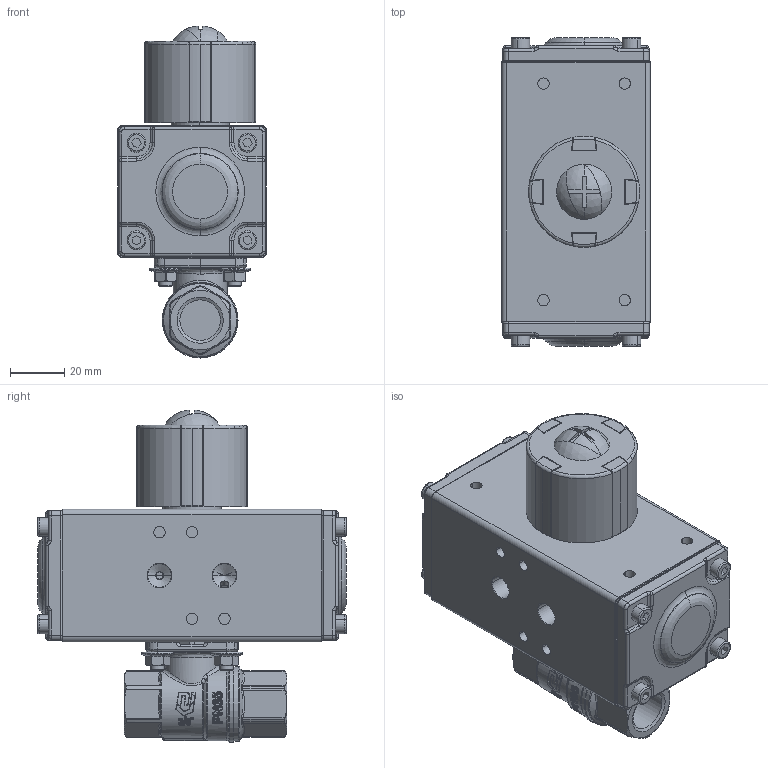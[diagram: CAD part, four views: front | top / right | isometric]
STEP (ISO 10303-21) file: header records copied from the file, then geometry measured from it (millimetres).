
FILE_DESCRIPTION(('HOOPS Exchange Step'),'2;1');
FILE_NAME('PK0100_DN10.stp','2025-03-25T09:01:46+01:00',('nieru'),('Unknown organisation'),'HOOPS Exchange 2024.2','HOOPS Exchange','Unknown authorisation');
FILE_SCHEMA( ('AP203_CONFIGURATION_CONTROLLED_3D_DESIGN_OF_MECHANICAL_PARTS_AND_ASSEMBLIES_MIM_LF') );
Length unit declared in the file: millimetre
Products named in the file (5): 0; root
Assembly tree (4 placements, depth 3):
  root
    0
      0
      0
      0
Bounding box: 55 x 114 x 122.65 mm (x, y, z)
Volume: 257515.3 mm3; surface area: 83127.6 mm2
Topology: 28 solids, 28 shells, 2445 faces, 5848 edges, 3459 vertices
Faces by surface type: bspline 1210, cylinder 484, plane 448, torus 185, cone 72, sphere 46
Full cylindrical faces by diameter (mm): 4.5 x8, 5 x8, 5.5 x4, 11 x1, 14.95 x2, 20 x1, 25 x1, 27 x1, 27.5 x1, 28 x1
Entity records: 164786 total; most frequent: CARTESIAN_POINT 115244, ORIENTED_EDGE 11572, DIRECTION 7949, EDGE_CURVE 5786, VERTEX_POINT 3459, AXIS2_PLACEMENT_3D 3209, EDGE_LOOP 2559, FACE_BOUND 2559
